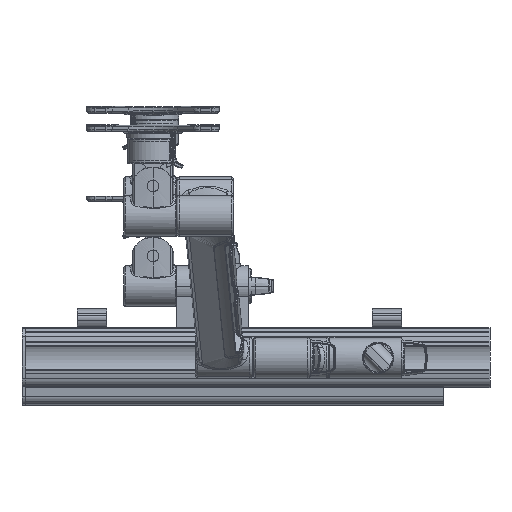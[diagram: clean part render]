
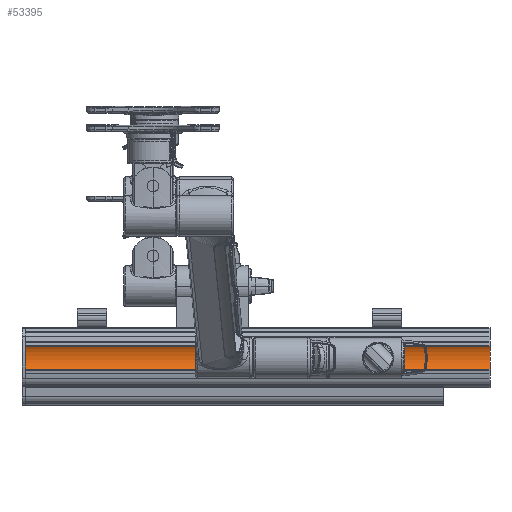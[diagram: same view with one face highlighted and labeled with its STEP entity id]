
A CAD part, left-side view. The second image highlights one B-rep face of the part: STEP entity #53395.
In plain terms, the highlighted cylindrical face has radius 20.75 mm (diameter 41.5 mm), a partial arc.
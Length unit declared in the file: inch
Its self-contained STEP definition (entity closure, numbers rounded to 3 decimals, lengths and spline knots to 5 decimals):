
#234 = VECTOR ( 'NONE', #44005, 39.37008 ) ;
#272 = CARTESIAN_POINT ( 'NONE',  ( -1.31156, 7.875, 0. ) ) ;
#3216 = AXIS2_PLACEMENT_3D ( 'NONE', #23789, #24360, #6216 ) ;
#5026 = DIRECTION ( 'NONE',  ( 0., 0., 1. ) ) ;
#5968 = VERTEX_POINT ( 'NONE', #22953 ) ;
#6216 = DIRECTION ( 'NONE',  ( 0., 0., 1. ) ) ;
#9152 = DIRECTION ( 'NONE',  ( 0., -1., 0. ) ) ;
#9972 = FACE_OUTER_BOUND ( 'NONE', #39920, .T. ) ;
#11311 = VERTEX_POINT ( 'NONE', #32973 ) ;
#16327 = CIRCLE ( 'NONE', #42983, 0.81693 ) ;
#18381 = DIRECTION ( 'NONE',  ( 0., -1., 0. ) ) ;
#18594 = DIRECTION ( 'NONE',  ( 0., 0., -1. ) ) ;
#20183 = ORIENTED_EDGE ( 'NONE', *, *, #40248, .F. ) ;
#21687 = CIRCLE ( 'NONE', #3216, 0.81693 ) ;
#21757 = CARTESIAN_POINT ( 'NONE',  ( -0.69197, 7.875, -0.53242 ) ) ;
#22246 = VERTEX_POINT ( 'NONE', #33221 ) ;
#22428 = CARTESIAN_POINT ( 'NONE',  ( -1.31156, -7.875, 0. ) ) ;
#22953 = CARTESIAN_POINT ( 'NONE',  ( -0.69197, -7.875, -0.53242 ) ) ;
#23459 = VERTEX_POINT ( 'NONE', #54693 ) ;
#23789 = CARTESIAN_POINT ( 'NONE',  ( -1.31156, 7.875, 0. ) ) ;
#24360 = DIRECTION ( 'NONE',  ( 0., 1., 0. ) ) ;
#24435 = LINE ( 'NONE', #21757, #234 ) ;
#26249 = ORIENTED_EDGE ( 'NONE', *, *, #55716, .T. ) ;
#26561 = CYLINDRICAL_SURFACE ( 'NONE', #56455, 0.81693 ) ;
#31718 = CARTESIAN_POINT ( 'NONE',  ( -0.69197, 7.875, 0.53242 ) ) ;
#32973 = CARTESIAN_POINT ( 'NONE',  ( -0.69197, 7.875, 0.53242 ) ) ;
#33221 = CARTESIAN_POINT ( 'NONE',  ( -0.69197, -7.875, 0.53242 ) ) ;
#35811 = EDGE_CURVE ( 'NONE', #23459, #5968, #24435, .T. ) ;
#39920 = EDGE_LOOP ( 'NONE', ( #20183, #44983, #26249, #47516 ) ) ;
#40248 = EDGE_CURVE ( 'NONE', #22246, #5968, #16327, .T. ) ;
#42983 = AXIS2_PLACEMENT_3D ( 'NONE', #22428, #53718, #5026 ) ;
#44005 = DIRECTION ( 'NONE',  ( 0., -1., 0. ) ) ;
#44983 = ORIENTED_EDGE ( 'NONE', *, *, #57322, .F. ) ;
#45126 = VECTOR ( 'NONE', #18381, 39.37008 ) ;
#47231 = LINE ( 'NONE', #31718, #45126 ) ;
#47516 = ORIENTED_EDGE ( 'NONE', *, *, #35811, .T. ) ;
#53395 = ADVANCED_FACE ( 'NONE', ( #9972 ), #26561, .F. ) ;
#53718 = DIRECTION ( 'NONE',  ( 0., 1., 0. ) ) ;
#54693 = CARTESIAN_POINT ( 'NONE',  ( -0.69197, 7.875, -0.53242 ) ) ;
#55716 = EDGE_CURVE ( 'NONE', #11311, #23459, #21687, .T. ) ;
#56455 = AXIS2_PLACEMENT_3D ( 'NONE', #272, #9152, #18594 ) ;
#57322 = EDGE_CURVE ( 'NONE', #11311, #22246, #47231, .T. ) ;
